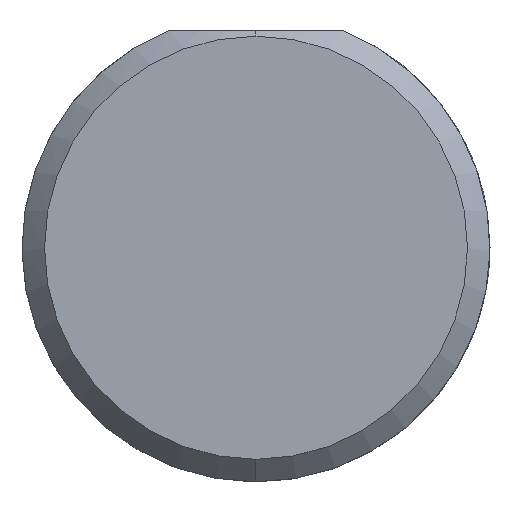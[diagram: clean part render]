
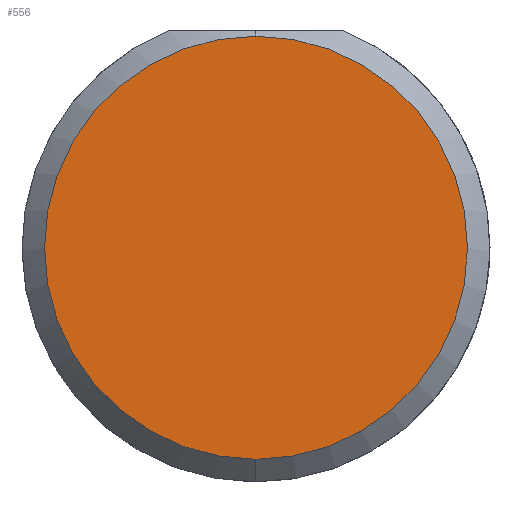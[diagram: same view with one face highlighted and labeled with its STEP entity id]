
A CAD part, left-side view. The second image highlights one B-rep face of the part: STEP entity #556.
In plain terms, the highlighted planar face has unit normal (-1, 0, 0).
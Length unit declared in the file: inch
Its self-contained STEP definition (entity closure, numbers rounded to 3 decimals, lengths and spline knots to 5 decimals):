
#56 = CARTESIAN_POINT ( 'NONE',  ( 0., 0., 0.1411 ) ) ;
#109 = DIRECTION ( 'NONE',  ( -1., 0., 0. ) ) ;
#257 = AXIS2_PLACEMENT_3D ( 'NONE', #925, #109, #263 ) ;
#259 = CIRCLE ( 'NONE', #257, 0.1411 ) ;
#263 = DIRECTION ( 'NONE',  ( 0., 0., -1. ) ) ;
#293 = AXIS2_PLACEMENT_3D ( 'NONE', #906, #690, #528 ) ;
#303 = VERTEX_POINT ( 'NONE', #56 ) ;
#356 = CIRCLE ( 'NONE', #293, 0.1411 ) ;
#400 = CARTESIAN_POINT ( 'NONE',  ( 0., 0., 0. ) ) ;
#404 = FACE_OUTER_BOUND ( 'NONE', #847, .T. ) ;
#428 = ORIENTED_EDGE ( 'NONE', *, *, #479, .T. ) ;
#479 = EDGE_CURVE ( 'NONE', #927, #303, #356, .T. ) ;
#489 = AXIS2_PLACEMENT_3D ( 'NONE', #400, #849, #787 ) ;
#521 = EDGE_CURVE ( 'NONE', #303, #927, #259, .T. ) ;
#528 = DIRECTION ( 'NONE',  ( 0., 0., -1. ) ) ;
#556 = ADVANCED_FACE ( 'NONE', ( #404 ), #557, .F. ) ;
#557 = PLANE ( 'NONE',  #489 ) ;
#604 = CARTESIAN_POINT ( 'NONE',  ( 0., 0., -0.1411 ) ) ;
#690 = DIRECTION ( 'NONE',  ( -1., 0., 0. ) ) ;
#787 = DIRECTION ( 'NONE',  ( 0., 0., -1. ) ) ;
#847 = EDGE_LOOP ( 'NONE', ( #428, #875 ) ) ;
#849 = DIRECTION ( 'NONE',  ( 1., 0., 0. ) ) ;
#875 = ORIENTED_EDGE ( 'NONE', *, *, #521, .T. ) ;
#906 = CARTESIAN_POINT ( 'NONE',  ( 0., 0., 0. ) ) ;
#925 = CARTESIAN_POINT ( 'NONE',  ( 0., 0., 0. ) ) ;
#927 = VERTEX_POINT ( 'NONE', #604 ) ;
